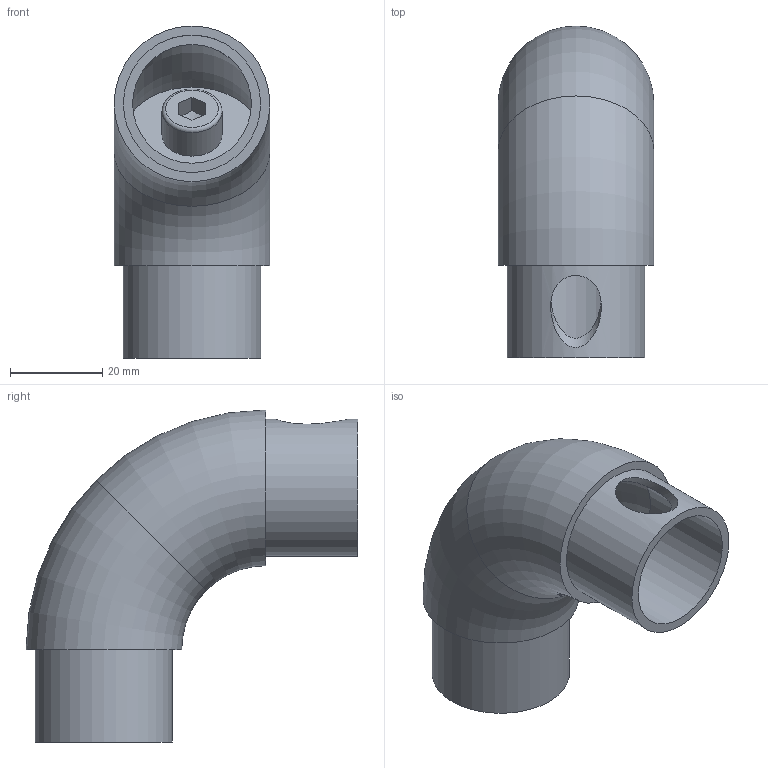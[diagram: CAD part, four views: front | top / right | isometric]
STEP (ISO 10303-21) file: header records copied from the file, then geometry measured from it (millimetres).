
FILE_DESCRIPTION(/* description */ (''),/* implementation_level */ '2;1');
FILE_NAME(/* name */ '41956.iam.step',/* time_stamp */ '2022-07-18T13:00:51+02:00',/* author */ ('Abt. Technik'),/* organization */ (''),/* preprocessor_version */ 'ST-DEVELOPER v18.1',/* originating_system */ 'Autodesk Inventor 2022',/* authorisation */ '');
FILE_SCHEMA (('AUTOMOTIVE_DESIGN { 1 0 10303 214 3 1 1 }'));
Length unit declared in the file: millimetre
Products named in the file (4): 41956; 41956-1; 41956-2; DIN 912 - M8 x 16
Assembly tree (3 placements, depth 2):
  41956
    41956-1
    41956-2
    DIN 912 - M8 x 16
Bounding box: 33.7 x 71.85 x 71.85 mm (x, y, z)
Volume: 23551.6 mm3; surface area: 23473.9 mm2
Topology: 3 solids, 3 shells, 44 faces, 88 edges, 62 vertices
Faces by surface type: plane 23, cylinder 13, torus 6, cone 2
Full cylindrical faces by diameter (mm): 8 x2, 9.5 x1, 11 x1, 12 x1, 13 x1, 25.7 x3, 29.7 x4
Entity records: 1640 total; most frequent: CARTESIAN_POINT 554, DIRECTION 211, ORIENTED_EDGE 172, AXIS2_PLACEMENT_3D 92, EDGE_CURVE 86, EDGE_LOOP 62, VERTEX_POINT 60, FACE_OUTER_BOUND 44
